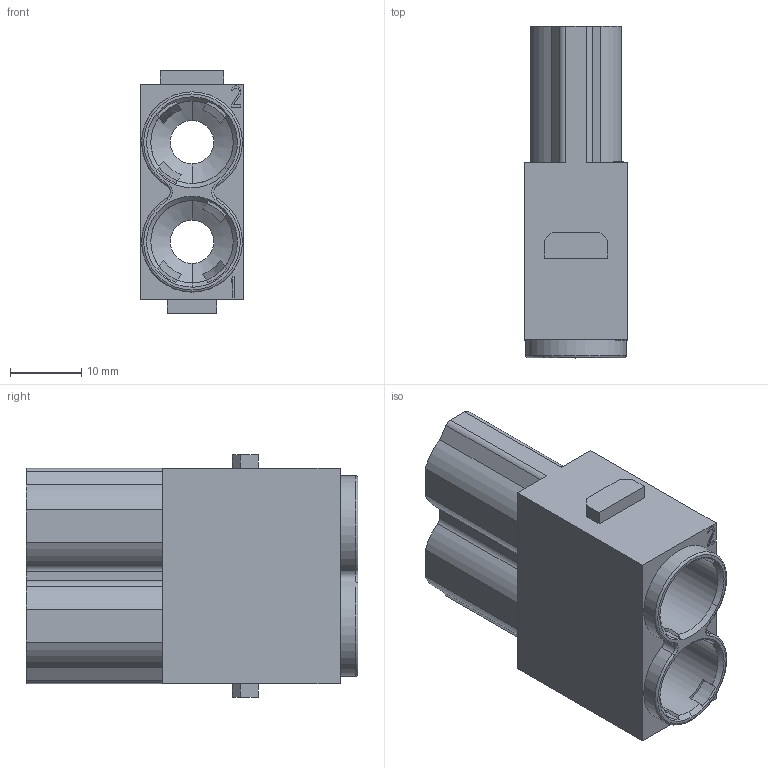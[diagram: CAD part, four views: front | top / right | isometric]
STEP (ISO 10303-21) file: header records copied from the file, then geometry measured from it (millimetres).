
FILE_DESCRIPTION(/* description */ (''),/* implementation_level */ '2;1');
FILE_NAME(/* name */ '3D_7209000060103_HMK70-002-MC_V1.1_stp.stp',/* time_stamp */ '2023-08-28T17:54:20+08:00',/* author */ (''),/* organization */ (''),/* preprocessor_version */ 'ST-DEVELOPER v18.1',/* originating_system */ 'SIEMENS PLM Software NX 1980',/* authorisation */ '');
FILE_SCHEMA (('AP203_CONFIGURATION_CONTROLLED_3D_DESIGN_OF_MECHANICAL_PARTS_AND_ASSEMBLIES_MIM_LF { 1 0 10303 403 2 1 2}'));
Length unit declared in the file: millimetre
Products named in the file (1): ylga255478622wat
Bounding box: 14.6 x 46.7 x 34.2 mm (x, y, z)
Volume: 8470 mm3; surface area: 8185.7 mm2
Topology: 1 solids, 1 shells, 213 faces, 586 edges, 390 vertices
Faces by surface type: plane 151, cylinder 42, cone 14, torus 6
Entity records: 6933 total; most frequent: CARTESIAN_POINT 1393, ORIENTED_EDGE 1172, DIRECTION 1081, EDGE_CURVE 586, LINE 409, VECTOR 409, VERTEX_POINT 390, AXIS2_PLACEMENT_3D 336
